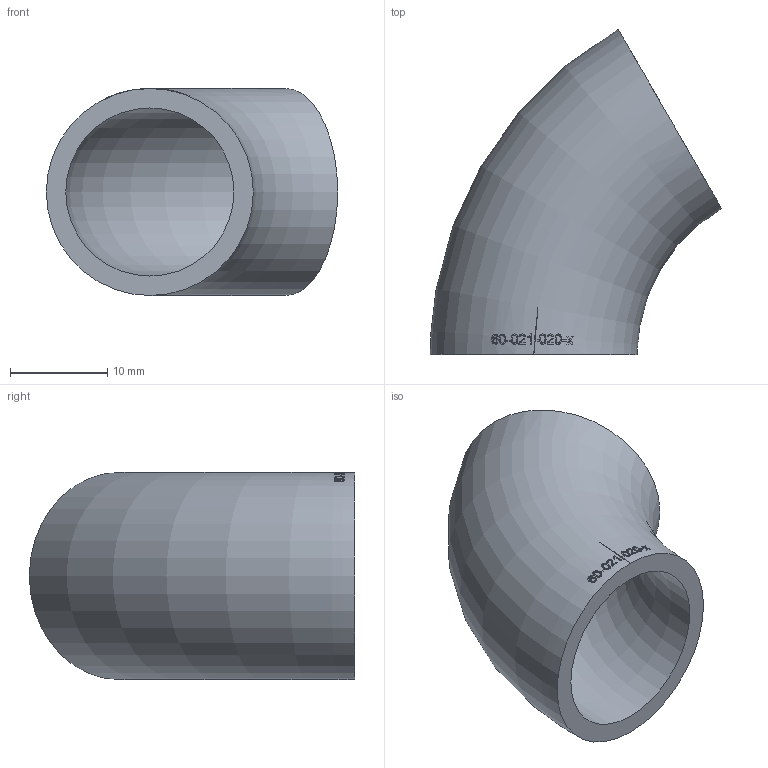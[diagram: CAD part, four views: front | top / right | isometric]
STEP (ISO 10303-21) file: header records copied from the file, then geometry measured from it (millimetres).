
FILE_DESCRIPTION (( 'STEP AP214' ), '1' );
FILE_NAME ('60-021-020-x Bogen 2004.STEP', '2020-04-20T07:40:26', ( '' ), ( '' ), 'SwSTEP 2.0', 'SolidWorks 2019', '' );
FILE_SCHEMA (( 'AUTOMOTIVE_DESIGN' ));
Length unit declared in the file: millimetre
Products named in the file (1): 60-021-020-x Bogen 2004
Bounding box: 29.98 x 33.47 x 21.3 mm (x, y, z)
Volume: 3555.6 mm3; surface area: 3799.8 mm2
Topology: 1 solids, 1 shells, 137 faces, 355 edges, 237 vertices
Faces by surface type: bspline 116, torus 19, plane 2
Entity records: 13046 total; most frequent: CARTESIAN_POINT 9288, ORIENTED_EDGE 704, EDGE_CURVE 352, B_SPLINE_CURVE_WITH_KNOTS 348, VERTEX_POINT 236, EDGE_LOOP 158, FACE_OUTER_BOUND 139, ADVANCED_FACE 137
